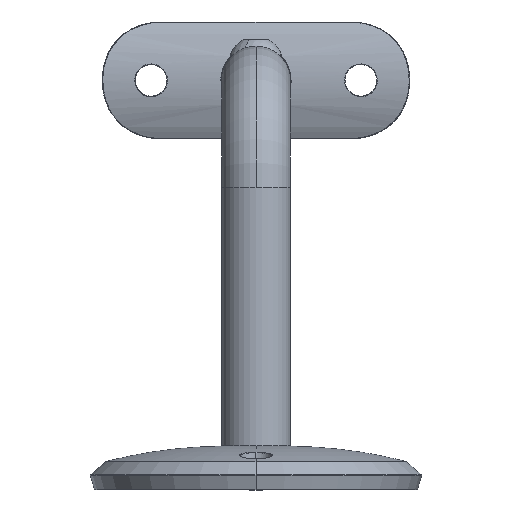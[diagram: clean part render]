
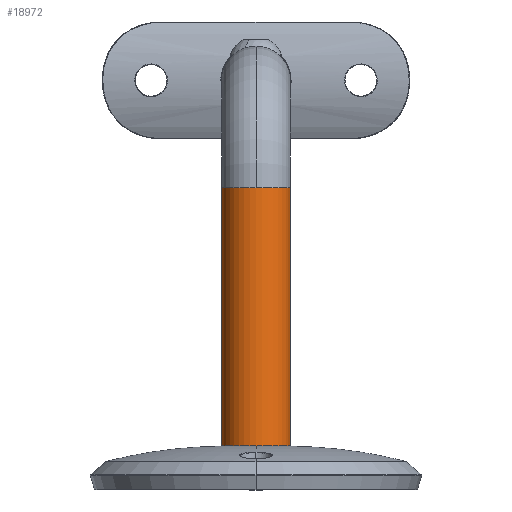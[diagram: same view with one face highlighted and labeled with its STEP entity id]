
A CAD part, front view. The second image highlights one B-rep face of the part: STEP entity #18972.
In plain terms, the highlighted cylindrical face has radius 7 mm (diameter 14 mm), a partial arc.
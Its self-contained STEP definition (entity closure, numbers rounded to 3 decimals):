
#261 = CARTESIAN_POINT ( 'NONE',  ( 0., 0., 53. ) ) ;
#426 = DIRECTION ( 'NONE',  ( 1., 0., 0. ) ) ;
#560 = CARTESIAN_POINT ( 'NONE',  ( 0., 0., 0.1 ) ) ;
#1377 = DIRECTION ( 'NONE',  ( 0., 0., -1. ) ) ;
#2800 = DIRECTION ( 'NONE',  ( 0., 0., 1. ) ) ;
#3293 = VERTEX_POINT ( 'NONE', #38221 ) ;
#4078 = EDGE_CURVE ( 'NONE', #15364, #28771, #29720, .T. ) ;
#6283 = ORIENTED_EDGE ( 'NONE', *, *, #28937, .F. ) ;
#8643 = DIRECTION ( 'NONE',  ( 1., 0., 0. ) ) ;
#9197 = DIRECTION ( 'NONE',  ( 0., 0., -1. ) ) ;
#9689 = VECTOR ( 'NONE', #9197, 1000. ) ;
#10074 = ORIENTED_EDGE ( 'NONE', *, *, #36455, .F. ) ;
#11013 = CARTESIAN_POINT ( 'NONE',  ( -7., 0., 53. ) ) ;
#11324 = CARTESIAN_POINT ( 'NONE',  ( 7., 0., 0.1 ) ) ;
#11503 = VERTEX_POINT ( 'NONE', #29204 ) ;
#12758 = FACE_OUTER_BOUND ( 'NONE', #40261, .T. ) ;
#13922 = AXIS2_PLACEMENT_3D ( 'NONE', #24929, #2800, #8643 ) ;
#14381 = ORIENTED_EDGE ( 'NONE', *, *, #26471, .T. ) ;
#15364 = VERTEX_POINT ( 'NONE', #36131 ) ;
#15448 = CARTESIAN_POINT ( 'NONE',  ( -7., 0., 53. ) ) ;
#16886 = AXIS2_PLACEMENT_3D ( 'NONE', #560, #39241, #426 ) ;
#18972 = ADVANCED_FACE ( 'NONE', ( #12758 ), #28977, .T. ) ;
#19250 = AXIS2_PLACEMENT_3D ( 'NONE', #261, #22951, #26191 ) ;
#20805 = CARTESIAN_POINT ( 'NONE',  ( 7., 0., 53. ) ) ;
#21817 = EDGE_CURVE ( 'NONE', #11503, #3293, #33982, .T. ) ;
#22951 = DIRECTION ( 'NONE',  ( 0., 0., 1. ) ) ;
#24929 = CARTESIAN_POINT ( 'NONE',  ( 0., 0., 53. ) ) ;
#25664 = DIRECTION ( 'NONE',  ( -1., 0., 0. ) ) ;
#26191 = DIRECTION ( 'NONE',  ( 1., 0., 0. ) ) ;
#26366 = CIRCLE ( 'NONE', #13922, 7. ) ;
#26471 = EDGE_CURVE ( 'NONE', #36418, #15364, #27459, .T. ) ;
#27459 = LINE ( 'NONE', #15448, #9689 ) ;
#28771 = VERTEX_POINT ( 'NONE', #11324 ) ;
#28937 = EDGE_CURVE ( 'NONE', #36418, #11503, #26366, .T. ) ;
#28977 = CYLINDRICAL_SURFACE ( 'NONE', #29592, 7. ) ;
#29204 = CARTESIAN_POINT ( 'NONE',  ( 0., -7., 53. ) ) ;
#29592 = AXIS2_PLACEMENT_3D ( 'NONE', #31470, #37575, #25664 ) ;
#29720 = CIRCLE ( 'NONE', #16886, 7. ) ;
#30557 = ORIENTED_EDGE ( 'NONE', *, *, #4078, .T. ) ;
#31470 = CARTESIAN_POINT ( 'NONE',  ( 0., 0., 53. ) ) ;
#33982 = CIRCLE ( 'NONE', #19250, 7. ) ;
#36131 = CARTESIAN_POINT ( 'NONE',  ( -7., 0., 0.1 ) ) ;
#36418 = VERTEX_POINT ( 'NONE', #11013 ) ;
#36455 = EDGE_CURVE ( 'NONE', #3293, #28771, #36886, .T. ) ;
#36886 = LINE ( 'NONE', #20805, #37903 ) ;
#37575 = DIRECTION ( 'NONE',  ( 0., 0., -1. ) ) ;
#37903 = VECTOR ( 'NONE', #1377, 1000. ) ;
#38221 = CARTESIAN_POINT ( 'NONE',  ( 7., 0., 53. ) ) ;
#39241 = DIRECTION ( 'NONE',  ( 0., 0., 1. ) ) ;
#40261 = EDGE_LOOP ( 'NONE', ( #10074, #40484, #6283, #14381, #30557 ) ) ;
#40484 = ORIENTED_EDGE ( 'NONE', *, *, #21817, .F. ) ;
